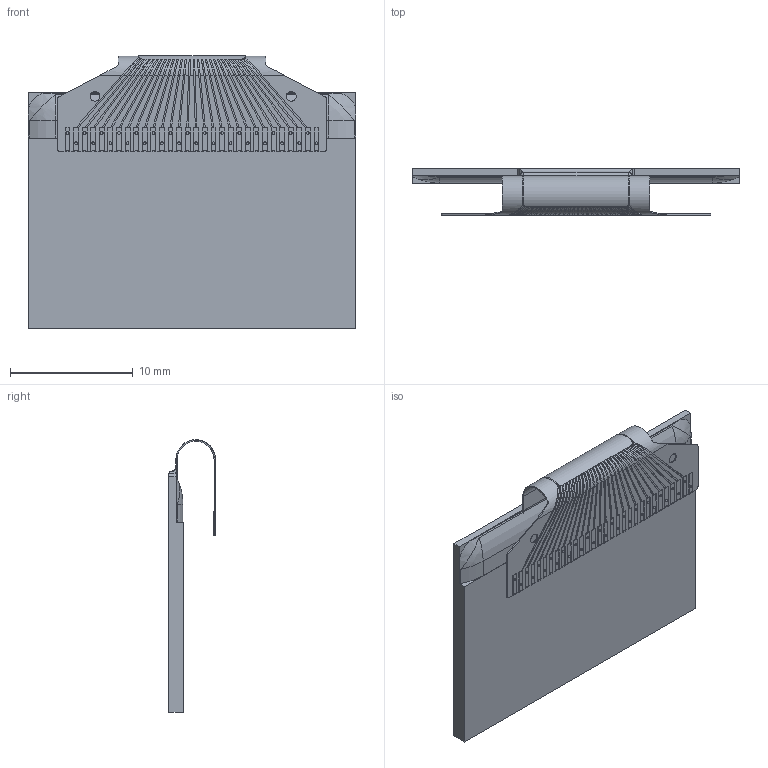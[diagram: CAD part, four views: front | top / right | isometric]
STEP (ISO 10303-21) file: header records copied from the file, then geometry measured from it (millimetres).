
FILE_DESCRIPTION (( 'STEP AP214' ), '1' );
FILE_NAME ('7AC0375A-F99D-472E-A4C0-4BDCC5747D0C.STEP', '2022-12-24T15:28:46', ( '' ), ( '' ), 'SwSTEP 2.0', 'SolidWorks 2022', '' );
FILE_SCHEMA (( 'AUTOMOTIVE_DESIGN' ));
Length unit declared in the file: millimetre
Products named in the file (1): 7AC0375A-F99D-472E-A4C0-4BDCC5747D0C
Bounding box: 26.7 x 3.84 x 22.21 mm (x, y, z)
Volume: 634.7 mm3; surface area: 1770.1 mm2
Topology: 2 solids, 2 shells, 823 faces, 2328 edges, 1509 vertices
Faces by surface type: plane 430, cylinder 323, bspline 66, torus 2, sphere 2
Entity records: 42105 total; most frequent: CARTESIAN_POINT 15304, ORIENTED_EDGE 4652, DIRECTION 3124, EDGE_CURVE 2326, VERTEX_POINT 1509, AXIS2_PLACEMENT_3D 1302, B_SPLINE_CURVE_WITH_KNOTS 1254, EDGE_LOOP 889
